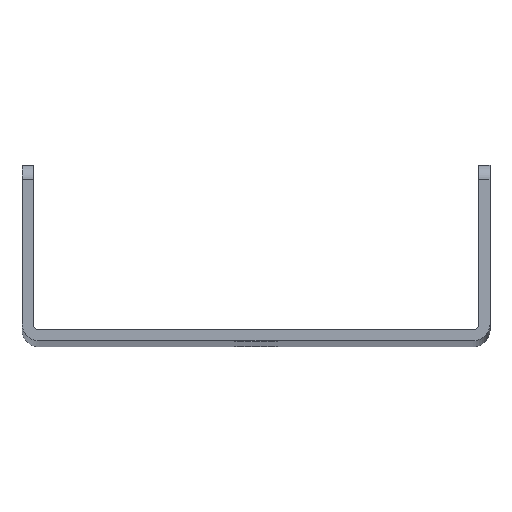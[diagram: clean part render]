
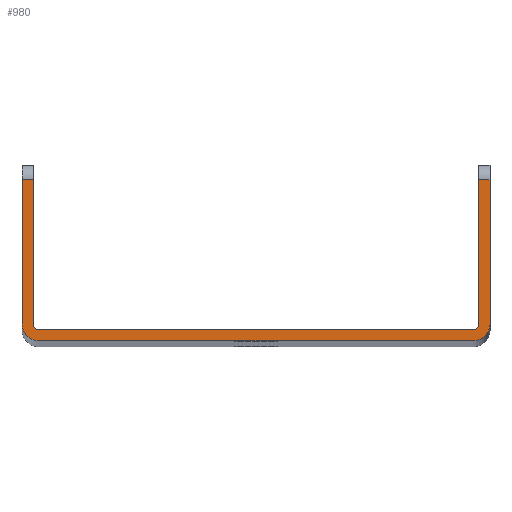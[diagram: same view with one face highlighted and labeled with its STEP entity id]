
A CAD part, top view. The second image highlights one B-rep face of the part: STEP entity #980.
In plain terms, the highlighted planar face has unit normal (0, 0, 1).
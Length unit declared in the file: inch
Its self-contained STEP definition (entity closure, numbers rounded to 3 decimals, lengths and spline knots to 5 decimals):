
#6 = ORIENTED_EDGE ( 'NONE', *, *, #3979, .F. ) ;
#42 = CARTESIAN_POINT ( 'NONE',  ( 2., 1.5, 14.875 ) ) ;
#213 = EDGE_CURVE ( 'NONE', #2760, #4236, #1079, .T. ) ;
#240 = CARTESIAN_POINT ( 'NONE',  ( 2., 1.375, 14.875 ) ) ;
#244 = CARTESIAN_POINT ( 'NONE',  ( -1.857, 0., 14.875 ) ) ;
#624 = EDGE_CURVE ( 'NONE', #2881, #4592, #3701, .T. ) ;
#625 = CARTESIAN_POINT ( 'NONE',  ( -1.905, 1.375, 14.875 ) ) ;
#626 = LINE ( 'NONE', #42, #1421 ) ;
#629 = DIRECTION ( 'NONE',  ( 0., -1., 0. ) ) ;
#713 = VERTEX_POINT ( 'NONE', #1177 ) ;
#825 = DIRECTION ( 'NONE',  ( -1., 0., 0. ) ) ;
#836 = DIRECTION ( 'NONE',  ( -1., 0., 0. ) ) ;
#844 = CARTESIAN_POINT ( 'NONE',  ( 1.905, 1.5, 14.875 ) ) ;
#929 = DIRECTION ( 'NONE',  ( 0., 0., 1. ) ) ;
#932 = LINE ( 'NONE', #1754, #3323 ) ;
#973 = EDGE_LOOP ( 'NONE', ( #1914, #2987, #2388, #4354, #4461, #4007, #1221, #4374, #4349, #4252, #6, #3721 ) ) ;
#980 = ADVANCED_FACE ( 'NONE', ( #4359 ), #2691, .F. ) ;
#988 = EDGE_CURVE ( 'NONE', #3352, #713, #3215, .T. ) ;
#996 = VERTEX_POINT ( 'NONE', #3434 ) ;
#1028 = VERTEX_POINT ( 'NONE', #625 ) ;
#1043 = CARTESIAN_POINT ( 'NONE',  ( -2., 1.375, 14.875 ) ) ;
#1049 = DIRECTION ( 'NONE',  ( 1., 0., 0. ) ) ;
#1079 = CIRCLE ( 'NONE', #4421, 0.143 ) ;
#1087 = VERTEX_POINT ( 'NONE', #240 ) ;
#1092 = LINE ( 'NONE', #844, #3738 ) ;
#1109 = CARTESIAN_POINT ( 'NONE',  ( 2., 0.143, 14.875 ) ) ;
#1113 = DIRECTION ( 'NONE',  ( -1., 0., 0. ) ) ;
#1132 = AXIS2_PLACEMENT_3D ( 'NONE', #4202, #1610, #1598 ) ;
#1177 = CARTESIAN_POINT ( 'NONE',  ( -2., 0.143, 14.875 ) ) ;
#1221 = ORIENTED_EDGE ( 'NONE', *, *, #2973, .F. ) ;
#1417 = EDGE_CURVE ( 'NONE', #4592, #3400, #1092, .T. ) ;
#1421 = VECTOR ( 'NONE', #2925, 39.37008 ) ;
#1463 = VERTEX_POINT ( 'NONE', #3023 ) ;
#1573 = DIRECTION ( 'NONE',  ( 1., 0., 0. ) ) ;
#1598 = DIRECTION ( 'NONE',  ( -1., 0., 0. ) ) ;
#1610 = DIRECTION ( 'NONE',  ( 0., 0., -1. ) ) ;
#1627 = LINE ( 'NONE', #1770, #3513 ) ;
#1628 = DIRECTION ( 'NONE',  ( 0., 0., -1. ) ) ;
#1727 = VECTOR ( 'NONE', #836, 39.37008 ) ;
#1754 = CARTESIAN_POINT ( 'NONE',  ( -2., 0.095, 14.875 ) ) ;
#1770 = CARTESIAN_POINT ( 'NONE',  ( -2., 1.5, 14.875 ) ) ;
#1807 = CARTESIAN_POINT ( 'NONE',  ( 1.857, 0., 14.875 ) ) ;
#1844 = DIRECTION ( 'NONE',  ( 0., 0., 1. ) ) ;
#1871 = VECTOR ( 'NONE', #1573, 39.37008 ) ;
#1909 = AXIS2_PLACEMENT_3D ( 'NONE', #2214, #1844, #1113 ) ;
#1914 = ORIENTED_EDGE ( 'NONE', *, *, #3279, .F. ) ;
#1916 = CARTESIAN_POINT ( 'NONE',  ( 1.857, 0.143, 14.875 ) ) ;
#1948 = LINE ( 'NONE', #2089, #4322 ) ;
#1963 = VECTOR ( 'NONE', #3090, 39.37008 ) ;
#2089 = CARTESIAN_POINT ( 'NONE',  ( -1.905, 1.5, 14.875 ) ) ;
#2196 = VERTEX_POINT ( 'NONE', #1043 ) ;
#2214 = CARTESIAN_POINT ( 'NONE',  ( 1.857, 0.143, 14.875 ) ) ;
#2271 = DIRECTION ( 'NONE',  ( 0., 1., 0. ) ) ;
#2331 = CARTESIAN_POINT ( 'NONE',  ( 1.857, 0.095, 14.875 ) ) ;
#2339 = EDGE_CURVE ( 'NONE', #1087, #2760, #626, .T. ) ;
#2384 = DIRECTION ( 'NONE',  ( -1., 0., 0. ) ) ;
#2388 = ORIENTED_EDGE ( 'NONE', *, *, #988, .F. ) ;
#2405 = CARTESIAN_POINT ( 'NONE',  ( 1.905, 0.143, 14.875 ) ) ;
#2508 = EDGE_CURVE ( 'NONE', #1028, #996, #1948, .T. ) ;
#2565 = EDGE_CURVE ( 'NONE', #1463, #2881, #932, .T. ) ;
#2623 = CARTESIAN_POINT ( 'NONE',  ( -2., 0., 14.875 ) ) ;
#2633 = DIRECTION ( 'NONE',  ( 0., 0., -1. ) ) ;
#2691 = PLANE ( 'NONE',  #1132 ) ;
#2714 = CARTESIAN_POINT ( 'NONE',  ( -2., 1.375, 14.875 ) ) ;
#2728 = CARTESIAN_POINT ( 'NONE',  ( 1.905, 1.375, 14.875 ) ) ;
#2760 = VERTEX_POINT ( 'NONE', #1109 ) ;
#2830 = DIRECTION ( 'NONE',  ( 0., 1., 0. ) ) ;
#2881 = VERTEX_POINT ( 'NONE', #2331 ) ;
#2893 = CIRCLE ( 'NONE', #3540, 0.048 ) ;
#2925 = DIRECTION ( 'NONE',  ( 0., -1., 0. ) ) ;
#2973 = EDGE_CURVE ( 'NONE', #3400, #1087, #3494, .T. ) ;
#2987 = ORIENTED_EDGE ( 'NONE', *, *, #3560, .F. ) ;
#3023 = CARTESIAN_POINT ( 'NONE',  ( -1.857, 0.095, 14.875 ) ) ;
#3090 = DIRECTION ( 'NONE',  ( 1., 0., 0. ) ) ;
#3163 = LINE ( 'NONE', #2623, #1727 ) ;
#3168 = DIRECTION ( 'NONE',  ( -1., 0., 0. ) ) ;
#3215 = CIRCLE ( 'NONE', #4497, 0.143 ) ;
#3279 = EDGE_CURVE ( 'NONE', #2196, #1028, #4262, .T. ) ;
#3323 = VECTOR ( 'NONE', #1049, 39.37008 ) ;
#3352 = VERTEX_POINT ( 'NONE', #244 ) ;
#3400 = VERTEX_POINT ( 'NONE', #2728 ) ;
#3434 = CARTESIAN_POINT ( 'NONE',  ( -1.905, 0.143, 14.875 ) ) ;
#3494 = LINE ( 'NONE', #4548, #1963 ) ;
#3513 = VECTOR ( 'NONE', #2830, 39.37008 ) ;
#3540 = AXIS2_PLACEMENT_3D ( 'NONE', #4224, #929, #3168 ) ;
#3560 = EDGE_CURVE ( 'NONE', #713, #2196, #1627, .T. ) ;
#3701 = CIRCLE ( 'NONE', #1909, 0.048 ) ;
#3721 = ORIENTED_EDGE ( 'NONE', *, *, #2508, .F. ) ;
#3738 = VECTOR ( 'NONE', #2271, 39.37008 ) ;
#3746 = EDGE_CURVE ( 'NONE', #4236, #3352, #3163, .T. ) ;
#3979 = EDGE_CURVE ( 'NONE', #996, #1463, #2893, .T. ) ;
#4007 = ORIENTED_EDGE ( 'NONE', *, *, #2339, .F. ) ;
#4202 = CARTESIAN_POINT ( 'NONE',  ( -2., 1.5, 14.875 ) ) ;
#4224 = CARTESIAN_POINT ( 'NONE',  ( -1.857, 0.143, 14.875 ) ) ;
#4236 = VERTEX_POINT ( 'NONE', #1807 ) ;
#4252 = ORIENTED_EDGE ( 'NONE', *, *, #2565, .F. ) ;
#4262 = LINE ( 'NONE', #2714, #1871 ) ;
#4322 = VECTOR ( 'NONE', #629, 39.37008 ) ;
#4349 = ORIENTED_EDGE ( 'NONE', *, *, #624, .F. ) ;
#4354 = ORIENTED_EDGE ( 'NONE', *, *, #3746, .F. ) ;
#4359 = FACE_OUTER_BOUND ( 'NONE', #973, .T. ) ;
#4374 = ORIENTED_EDGE ( 'NONE', *, *, #1417, .F. ) ;
#4421 = AXIS2_PLACEMENT_3D ( 'NONE', #1916, #2633, #825 ) ;
#4461 = ORIENTED_EDGE ( 'NONE', *, *, #213, .F. ) ;
#4497 = AXIS2_PLACEMENT_3D ( 'NONE', #4529, #1628, #2384 ) ;
#4529 = CARTESIAN_POINT ( 'NONE',  ( -1.857, 0.143, 14.875 ) ) ;
#4548 = CARTESIAN_POINT ( 'NONE',  ( -2., 1.375, 14.875 ) ) ;
#4592 = VERTEX_POINT ( 'NONE', #2405 ) ;
